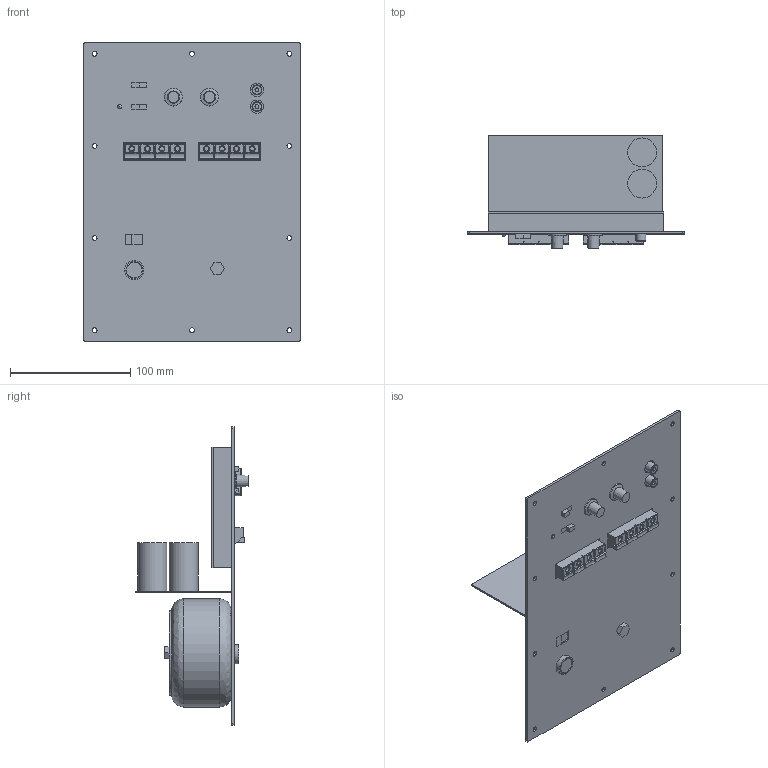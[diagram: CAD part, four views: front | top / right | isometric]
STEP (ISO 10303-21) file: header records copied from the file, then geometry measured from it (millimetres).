
FILE_DESCRIPTION(('FreeCAD Model'),'2;1');
FILE_NAME( 'mivoc_AM_80.step' ,'2021-01-17T03:27:45',('Author'),(''), 'Open CASCADE STEP processor 6.8','FreeCAD','Unknown');
FILE_SCHEMA(('AUTOMOTIVE_DESIGN_CC2 { 1 2 10303 214 -1 1 5 4 }'));
Length unit declared in the file: millimetre
Products named in the file (1): mivoc_AM_80
Bounding box: 180 x 94 x 248 mm (x, y, z)
Volume: 669989 mm3; surface area: 162549.5 mm2
Topology: 1 solids, 2 shells, 268 faces, 584 edges, 357 vertices
Faces by surface type: plane 164, cylinder 83, torus 8, cone 6, revolution 6, sphere 1
Full cylindrical faces by diameter (mm): 3 x1, 3.2 x2, 3.4 x1, 4 x18, 6 x1, 7.3 x2, 8.3 x2, 11 x2, 13 x1, 14 x1, 16 x1, 24 x2, 30 x1, 70 x1, 90 x1
Entity records: 18102 total; most frequent: CARTESIAN_POINT 4241, DIRECTION 2272, LINE 1331, VECTOR 1331, ORIENTED_EDGE 1166, PCURVE 1166, DEFINITIONAL_REPRESENTATION 1166, EDGE_CURVE 583
